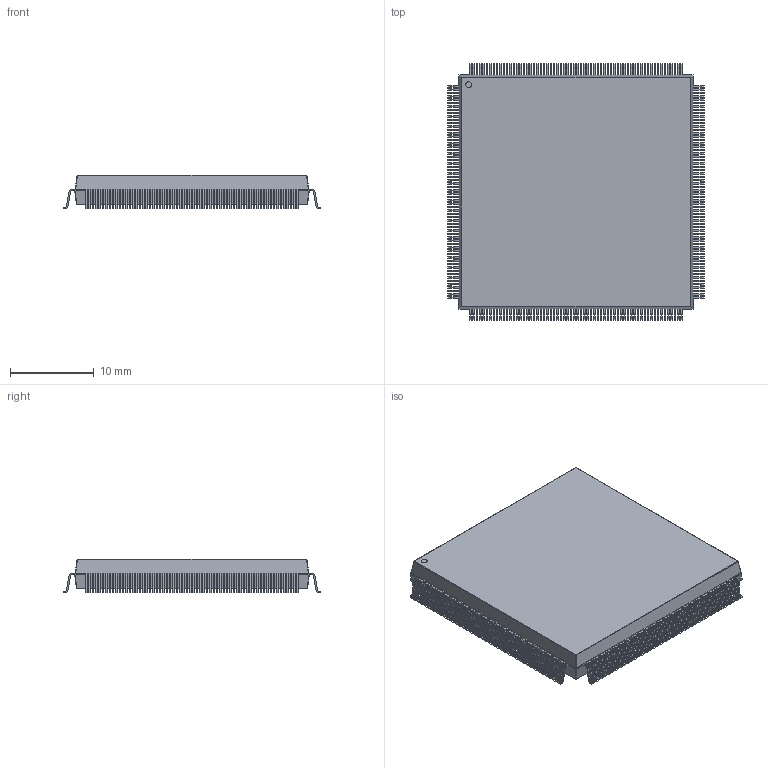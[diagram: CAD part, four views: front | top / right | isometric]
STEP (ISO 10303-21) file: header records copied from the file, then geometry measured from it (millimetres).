
FILE_DESCRIPTION(/* description */ ('model of PQFP-256_28x28mm_P0.4mm'),/* implementation_level */ '2;1');
FILE_NAME(/* name */ 'PQFP-256_28x28mm_P0.4mm.step',/* time_stamp */ '1970-01-01T00:00:00',/* author */ ('KiCAD','kicad'),/* organization */ ('OCCT'),/* preprocessor_version */ '',/* originating_system */ 'KiCAD',/* authorisation */ '');
FILE_SCHEMA(('AUTOMOTIVE_DESIGN { 1 0 10303 214 1 1 1 1 }'));
Products named in the file (1): PQFP-256_28x28mm_P0.4mm
Bounding box: 30.6 x 30.6 x 4 mm (x, y, z)
Volume: 2709.9 mm3; surface area: 2436.7 mm2
Topology: 1 solids, 1 shells, 3879 faces, 10589 edges, 6709 vertices
Faces by surface type: plane 2823, cylinder 1024, bspline 32
Entity records: 77572 total; most frequent: ORIENTED_EDGE 17053, EDGE_CURVE 10585, CARTESIAN_POINT 10398, VERTEX_POINT 6709, LINE 6672, AXIS2_PLACEMENT_3D 5066, FACE_BOUND 3880, ADVANCED_FACE 3879
